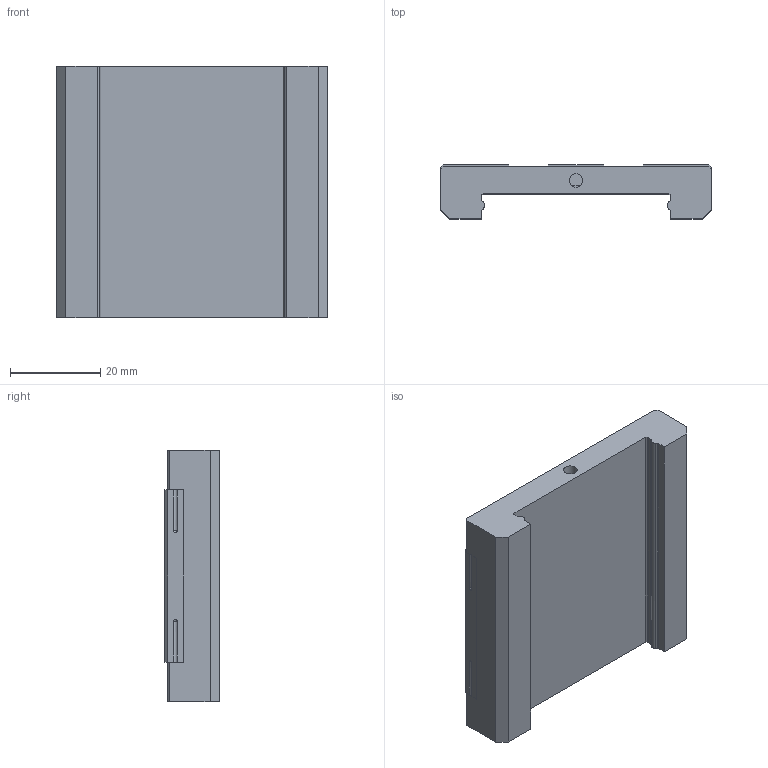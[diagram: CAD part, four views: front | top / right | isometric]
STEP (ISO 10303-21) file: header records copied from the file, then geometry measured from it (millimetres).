
FILE_DESCRIPTION(/* description */ (''),/* implementation_level */ '2;1');
FILE_NAME(/* name */ 'MB15WN.stp',/* time_stamp */ '2015-06-18T17:11:06+08:00',/* author */ ('carryzheng'),/* organization */ (''),/* preprocessor_version */ 'ST-DEVELOPER v15.6',/* originating_system */ 'Autodesk Inventor 2015',/* authorisation */ '');
FILE_SCHEMA (('AUTOMOTIVE_DESIGN { 1 0 10303 214 3 1 1 }'));
Length unit declared in the file: millimetre
Products named in the file (2): MB15WN-B-3D__X2_FFFD_X0_w_X2_FFFD_X0_]_1; MB15WN
Assembly tree (1 placements, depth 2):
  MB15WN
    MB15WN-B-3D__X2_FFFD_X0_w_X2_FFFD_X0_]_1
Bounding box: 60 x 12 x 55.5 mm (x, y, z)
Volume: 25665.6 mm3; surface area: 9847 mm2
Topology: 1 solids, 5 shells, 130 faces, 310 edges, 204 vertices
Faces by surface type: plane 72, cylinder 28, bspline 16, cone 12, sphere 2
Full cylindrical faces by diameter (mm): 3 x2, 3.3 x4, 4 x4
Entity records: 4446 total; most frequent: CARTESIAN_POINT 1541, ORIENTED_EDGE 588, DIRECTION 548, EDGE_CURVE 294, VERTEX_POINT 202, LINE 194, VECTOR 194, AXIS2_PLACEMENT_3D 177
